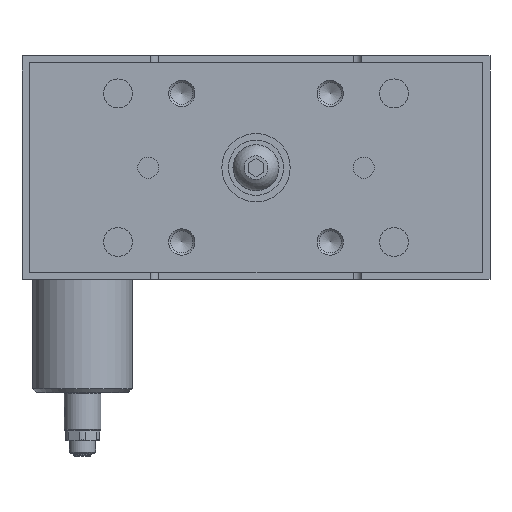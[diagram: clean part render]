
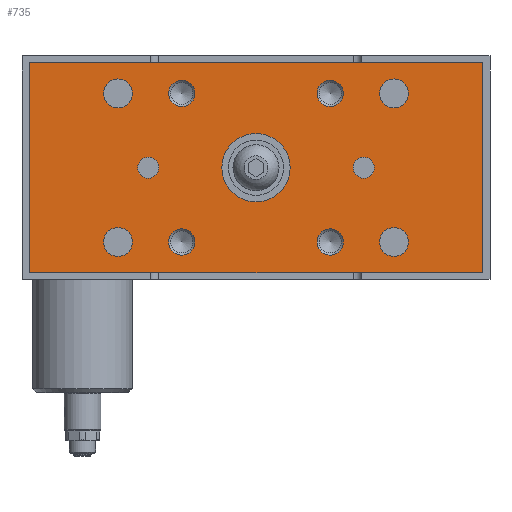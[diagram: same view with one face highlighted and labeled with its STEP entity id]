
A CAD part, left-side view. The second image highlights one B-rep face of the part: STEP entity #735.
In plain terms, the highlighted planar face has unit normal (-1, 0, 0).
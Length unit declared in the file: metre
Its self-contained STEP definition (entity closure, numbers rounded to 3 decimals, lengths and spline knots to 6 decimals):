
#735 = ADVANCED_FACE( '', ( #1911, #1912, #1913, #1914, #1915, #1916, #1917, #1918, #1919, #1920, #1921, #1922 ), #1923, .F. );
#1911 = FACE_BOUND( '', #3711, .T. );
#1912 = FACE_BOUND( '', #3712, .T. );
#1913 = FACE_BOUND( '', #3713, .T. );
#1914 = FACE_BOUND( '', #3714, .T. );
#1915 = FACE_BOUND( '', #3715, .T. );
#1916 = FACE_BOUND( '', #3716, .T. );
#1917 = FACE_BOUND( '', #3717, .T. );
#1918 = FACE_BOUND( '', #3718, .T. );
#1919 = FACE_BOUND( '', #3719, .T. );
#1920 = FACE_BOUND( '', #3720, .T. );
#1921 = FACE_BOUND( '', #3721, .T. );
#1922 = FACE_OUTER_BOUND( '', #3722, .T. );
#1923 = PLANE( '', #3723 );
#3711 = EDGE_LOOP( '', ( #5908 ) );
#3712 = EDGE_LOOP( '', ( #5909 ) );
#3713 = EDGE_LOOP( '', ( #5910 ) );
#3714 = EDGE_LOOP( '', ( #5911 ) );
#3715 = EDGE_LOOP( '', ( #5912 ) );
#3716 = EDGE_LOOP( '', ( #5913 ) );
#3717 = EDGE_LOOP( '', ( #5914 ) );
#3718 = EDGE_LOOP( '', ( #5915 ) );
#3719 = EDGE_LOOP( '', ( #5916 ) );
#3720 = EDGE_LOOP( '', ( #5917 ) );
#3721 = EDGE_LOOP( '', ( #5918 ) );
#3722 = EDGE_LOOP( '', ( #5919, #5920, #5921, #5922 ) );
#3723 = AXIS2_PLACEMENT_3D( '', #5923, #5924, #5925 );
#5908 = ORIENTED_EDGE( '', *, *, #9287, .T. );
#5909 = ORIENTED_EDGE( '', *, *, #9288, .T. );
#5910 = ORIENTED_EDGE( '', *, *, #9289, .F. );
#5911 = ORIENTED_EDGE( '', *, *, #9290, .F. );
#5912 = ORIENTED_EDGE( '', *, *, #9291, .T. );
#5913 = ORIENTED_EDGE( '', *, *, #9016, .T. );
#5914 = ORIENTED_EDGE( '', *, *, #9292, .T. );
#5915 = ORIENTED_EDGE( '', *, *, #9293, .T. );
#5916 = ORIENTED_EDGE( '', *, *, #9294, .T. );
#5917 = ORIENTED_EDGE( '', *, *, #9295, .T. );
#5918 = ORIENTED_EDGE( '', *, *, #9296, .T. );
#5919 = ORIENTED_EDGE( '', *, *, #9297, .T. );
#5920 = ORIENTED_EDGE( '', *, *, #9298, .T. );
#5921 = ORIENTED_EDGE( '', *, *, #9299, .T. );
#5922 = ORIENTED_EDGE( '', *, *, #9096, .T. );
#5923 = CARTESIAN_POINT( '', ( -0.037, 0.086, -0.0025 ) );
#5924 = DIRECTION( '', ( 1., 0., 0. ) );
#5925 = DIRECTION( '', ( 0., 0., 1. ) );
#9016 = EDGE_CURVE( '', #10527, #10527, #10528, .T. );
#9096 = EDGE_CURVE( '', #10663, #10661, #10664, .T. );
#9287 = EDGE_CURVE( '', #10964, #10964, #10965, .T. );
#9288 = EDGE_CURVE( '', #10966, #10966, #10967, .T. );
#9289 = EDGE_CURVE( '', #10968, #10968, #10969, .T. );
#9290 = EDGE_CURVE( '', #10970, #10970, #10971, .T. );
#9291 = EDGE_CURVE( '', #10972, #10972, #10973, .T. );
#9292 = EDGE_CURVE( '', #10974, #10974, #10975, .T. );
#9293 = EDGE_CURVE( '', #10976, #10976, #10977, .T. );
#9294 = EDGE_CURVE( '', #10978, #10978, #10979, .T. );
#9295 = EDGE_CURVE( '', #10980, #10980, #10981, .T. );
#9296 = EDGE_CURVE( '', #10982, #10982, #10983, .T. );
#9297 = EDGE_CURVE( '', #10661, #10984, #10985, .T. );
#9298 = EDGE_CURVE( '', #10984, #10986, #10987, .T. );
#9299 = EDGE_CURVE( '', #10986, #10663, #10988, .T. );
#10527 = VERTEX_POINT( '', #12871 );
#10528 = CIRCLE( '', #12872, 0.0055 );
#10661 = VERTEX_POINT( '', #13031 );
#10663 = VERTEX_POINT( '', #13034 );
#10664 = LINE( '', #13035, #13036 );
#10964 = VERTEX_POINT( '', #13561 );
#10965 = CIRCLE( '', #13562, 0.013 );
#10966 = VERTEX_POINT( '', #13563 );
#10967 = CIRCLE( '', #13564, 0.005 );
#10968 = VERTEX_POINT( '', #13565 );
#10969 = CIRCLE( '', #13566, 0.005 );
#10970 = VERTEX_POINT( '', #13567 );
#10971 = CIRCLE( '', #13568, 0.005 );
#10972 = VERTEX_POINT( '', #13569 );
#10973 = CIRCLE( '', #13570, 0.005 );
#10974 = VERTEX_POINT( '', #13571 );
#10975 = CIRCLE( '', #13572, 0.0055 );
#10976 = VERTEX_POINT( '', #13573 );
#10977 = CIRCLE( '', #13574, 0.0055 );
#10978 = VERTEX_POINT( '', #13575 );
#10979 = CIRCLE( '', #13576, 0.0055 );
#10980 = VERTEX_POINT( '', #13577 );
#10981 = CIRCLE( '', #13578, 0.004 );
#10982 = VERTEX_POINT( '', #13579 );
#10983 = CIRCLE( '', #13580, 0.004 );
#10984 = VERTEX_POINT( '', #13581 );
#10985 = LINE( '', #13582, #13583 );
#10986 = VERTEX_POINT( '', #13584 );
#10987 = LINE( '', #13585, #13586 );
#10988 = LINE( '', #13587, #13588 );
#12871 = CARTESIAN_POINT( '', ( -0.037, 0.058, -0.01425 ) );
#12872 = AXIS2_PLACEMENT_3D( '', #16101, #16102, #16103 );
#13031 = CARTESIAN_POINT( '', ( -0.037, 0.086, -0.0025 ) );
#13034 = CARTESIAN_POINT( '', ( -0.037, -0.086, -0.0025 ) );
#13035 = CARTESIAN_POINT( '', ( -0.037, -0.086, -0.0025 ) );
#13036 = VECTOR( '', #16230, 1. );
#13561 = CARTESIAN_POINT( '', ( -0.037, 0.013, -0.0425 ) );
#13562 = AXIS2_PLACEMENT_3D( '', #16466, #16467, #16468 );
#13563 = CARTESIAN_POINT( '', ( -0.037, 0.02325, -0.01425 ) );
#13564 = AXIS2_PLACEMENT_3D( '', #16469, #16470, #16471 );
#13565 = CARTESIAN_POINT( '', ( -0.037, -0.02325, -0.01425 ) );
#13566 = AXIS2_PLACEMENT_3D( '', #16472, #16473, #16474 );
#13567 = CARTESIAN_POINT( '', ( -0.037, 0.02325, -0.07075 ) );
#13568 = AXIS2_PLACEMENT_3D( '', #16475, #16476, #16477 );
#13569 = CARTESIAN_POINT( '', ( -0.037, -0.02325, -0.07075 ) );
#13570 = AXIS2_PLACEMENT_3D( '', #16478, #16479, #16480 );
#13571 = CARTESIAN_POINT( '', ( -0.037, -0.047, -0.01425 ) );
#13572 = AXIS2_PLACEMENT_3D( '', #16481, #16482, #16483 );
#13573 = CARTESIAN_POINT( '', ( -0.037, 0.058, -0.07075 ) );
#13574 = AXIS2_PLACEMENT_3D( '', #16484, #16485, #16486 );
#13575 = CARTESIAN_POINT( '', ( -0.037, -0.047, -0.07075 ) );
#13576 = AXIS2_PLACEMENT_3D( '', #16487, #16488, #16489 );
#13577 = CARTESIAN_POINT( '', ( -0.037, 0.045, -0.0425 ) );
#13578 = AXIS2_PLACEMENT_3D( '', #16490, #16491, #16492 );
#13579 = CARTESIAN_POINT( '', ( -0.037, -0.037, -0.0425 ) );
#13580 = AXIS2_PLACEMENT_3D( '', #16493, #16494, #16495 );
#13581 = CARTESIAN_POINT( '', ( -0.037, 0.086, -0.0825 ) );
#13582 = CARTESIAN_POINT( '', ( -0.037, 0.086, -0.0025 ) );
#13583 = VECTOR( '', #16496, 1. );
#13584 = CARTESIAN_POINT( '', ( -0.037, -0.086, -0.0825 ) );
#13585 = CARTESIAN_POINT( '', ( -0.037, 0.086, -0.0825 ) );
#13586 = VECTOR( '', #16497, 1. );
#13587 = CARTESIAN_POINT( '', ( -0.037, -0.086, -0.0825 ) );
#13588 = VECTOR( '', #16498, 1. );
#16101 = CARTESIAN_POINT( '', ( -0.037, 0.0525, -0.01425 ) );
#16102 = DIRECTION( '', ( 1., 0., 0. ) );
#16103 = DIRECTION( '', ( 0., 1., 0. ) );
#16230 = DIRECTION( '', ( 0., 1., 0. ) );
#16466 = CARTESIAN_POINT( '', ( -0.037, 0., -0.0425 ) );
#16467 = DIRECTION( '', ( 1., 0., 0. ) );
#16468 = DIRECTION( '', ( 0., 1., 0. ) );
#16469 = CARTESIAN_POINT( '', ( -0.037, 0.02825, -0.01425 ) );
#16470 = DIRECTION( '', ( 1., 0., 0. ) );
#16471 = DIRECTION( '', ( 0., -1., 0. ) );
#16472 = CARTESIAN_POINT( '', ( -0.037, -0.02825, -0.01425 ) );
#16473 = DIRECTION( '', ( -1., 0., 0. ) );
#16474 = DIRECTION( '', ( 0., 1., 0. ) );
#16475 = CARTESIAN_POINT( '', ( -0.037, 0.02825, -0.07075 ) );
#16476 = DIRECTION( '', ( -1., 0., 0. ) );
#16477 = DIRECTION( '', ( 0., -1., 0. ) );
#16478 = CARTESIAN_POINT( '', ( -0.037, -0.02825, -0.07075 ) );
#16479 = DIRECTION( '', ( 1., 0., 0. ) );
#16480 = DIRECTION( '', ( 0., 1., 0. ) );
#16481 = CARTESIAN_POINT( '', ( -0.037, -0.0525, -0.01425 ) );
#16482 = DIRECTION( '', ( 1., 0., 0. ) );
#16483 = DIRECTION( '', ( 0., 1., 0. ) );
#16484 = CARTESIAN_POINT( '', ( -0.037, 0.0525, -0.07075 ) );
#16485 = DIRECTION( '', ( 1., 0., 0. ) );
#16486 = DIRECTION( '', ( 0., 1., 0. ) );
#16487 = CARTESIAN_POINT( '', ( -0.037, -0.0525, -0.07075 ) );
#16488 = DIRECTION( '', ( 1., 0., 0. ) );
#16489 = DIRECTION( '', ( 0., 1., 0. ) );
#16490 = CARTESIAN_POINT( '', ( -0.037, 0.041, -0.0425 ) );
#16491 = DIRECTION( '', ( 1., 0., 0. ) );
#16492 = DIRECTION( '', ( 0., 1., 0. ) );
#16493 = CARTESIAN_POINT( '', ( -0.037, -0.041, -0.0425 ) );
#16494 = DIRECTION( '', ( 1., 0., 0. ) );
#16495 = DIRECTION( '', ( 0., 1., 0. ) );
#16496 = DIRECTION( '', ( 0., 0., -1. ) );
#16497 = DIRECTION( '', ( 0., -1., 0. ) );
#16498 = DIRECTION( '', ( 0., 0., 1. ) );
